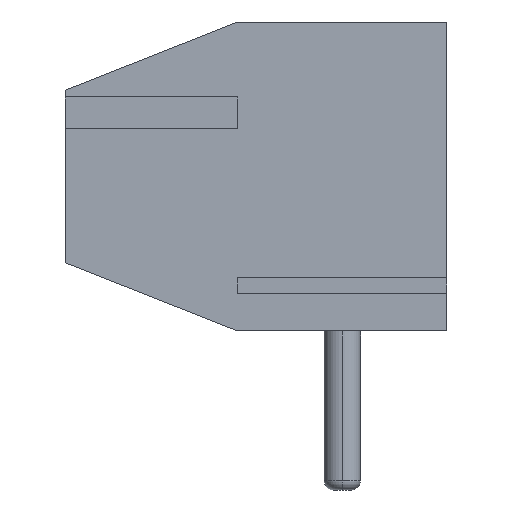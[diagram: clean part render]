
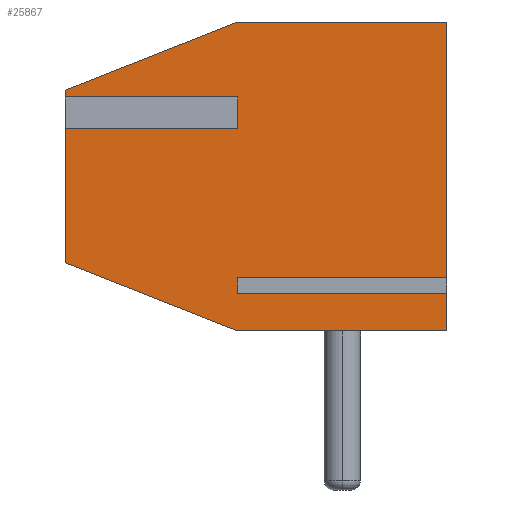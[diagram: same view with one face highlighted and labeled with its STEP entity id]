
A CAD part, left-side view. The second image highlights one B-rep face of the part: STEP entity #25867.
In plain terms, the highlighted planar face has unit normal (-1, 0, 0).
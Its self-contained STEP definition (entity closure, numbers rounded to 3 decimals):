
#28 = CARTESIAN_POINT ( 'NONE',  ( 0., 8.4, 4.968 ) ) ;
#271 = EDGE_CURVE ( 'NONE', #25324, #24929, #16799, .T. ) ;
#366 = ORIENTED_EDGE ( 'NONE', *, *, #19455, .T. ) ;
#945 = FACE_OUTER_BOUND ( 'NONE', #12827, .T. ) ;
#1282 = LINE ( 'NONE', #16269, #25358 ) ;
#1691 = EDGE_CURVE ( 'NONE', #16273, #24929, #1282, .T. ) ;
#1764 = VECTOR ( 'NONE', #2796, 1000. ) ;
#1941 = CARTESIAN_POINT ( 'NONE',  ( 0., 4.6, 4.632 ) ) ;
#2492 = VECTOR ( 'NONE', #9376, 1000. ) ;
#2534 = VECTOR ( 'NONE', #17751, 1000. ) ;
#2696 = CARTESIAN_POINT ( 'NONE',  ( 0., 4.6, 4.968 ) ) ;
#2796 = DIRECTION ( 'NONE',  ( 0., 0., 1. ) ) ;
#2940 = LINE ( 'NONE', #20683, #1764 ) ;
#2947 = CARTESIAN_POINT ( 'NONE',  ( 0., 4.6, 1.168 ) ) ;
#3252 = EDGE_CURVE ( 'NONE', #26902, #18316, #2940, .T. ) ;
#3445 = VERTEX_POINT ( 'NONE', #4358 ) ;
#3458 = EDGE_CURVE ( 'NONE', #15311, #17562, #6646, .T. ) ;
#3736 = DIRECTION ( 'NONE',  ( 0., -1., 0. ) ) ;
#4351 = ORIENTED_EDGE ( 'NONE', *, *, #22617, .T. ) ;
#4358 = CARTESIAN_POINT ( 'NONE',  ( 0., 0., 1.168 ) ) ;
#4477 = ORIENTED_EDGE ( 'NONE', *, *, #27791, .F. ) ;
#4478 = CARTESIAN_POINT ( 'NONE',  ( 0., 8.4, 4.632 ) ) ;
#4761 = CARTESIAN_POINT ( 'NONE',  ( 0., 4.6, 1.168 ) ) ;
#4781 = DIRECTION ( 'NONE',  ( 0., 0.93, 0.367 ) ) ;
#5427 = VECTOR ( 'NONE', #3736, 1000. ) ;
#5978 = LINE ( 'NONE', #11956, #22159 ) ;
#6033 = CARTESIAN_POINT ( 'NONE',  ( 0., 8.4, 1.5 ) ) ;
#6527 = LINE ( 'NONE', #20084, #2534 ) ;
#6608 = LINE ( 'NONE', #20163, #26003 ) ;
#6646 = LINE ( 'NONE', #28, #18926 ) ;
#7193 = EDGE_CURVE ( 'NONE', #3445, #15360, #13529, .T. ) ;
#7258 = VERTEX_POINT ( 'NONE', #25305 ) ;
#7310 = VECTOR ( 'NONE', #4781, 1000. ) ;
#7876 = DIRECTION ( 'NONE',  ( 0., -1., 0. ) ) ;
#8097 = EDGE_CURVE ( 'NONE', #17562, #23530, #26589, .T. ) ;
#8467 = AXIS2_PLACEMENT_3D ( 'NONE', #16202, #20426, #27415 ) ;
#8556 = ORIENTED_EDGE ( 'NONE', *, *, #12528, .T. ) ;
#8843 = DIRECTION ( 'NONE',  ( 0., -1., 0. ) ) ;
#9255 = ORIENTED_EDGE ( 'NONE', *, *, #8097, .T. ) ;
#9376 = DIRECTION ( 'NONE',  ( 0., -0.93, 0.367 ) ) ;
#9531 = CARTESIAN_POINT ( 'NONE',  ( 0., 4.6, 4.968 ) ) ;
#10116 = CARTESIAN_POINT ( 'NONE',  ( 0., 8.4, 6.8 ) ) ;
#10682 = CARTESIAN_POINT ( 'NONE',  ( 0., 0., 6.8 ) ) ;
#10921 = CARTESIAN_POINT ( 'NONE',  ( 0., 0., 0.832 ) ) ;
#10982 = ORIENTED_EDGE ( 'NONE', *, *, #27684, .F. ) ;
#11920 = ORIENTED_EDGE ( 'NONE', *, *, #17067, .F. ) ;
#11956 = CARTESIAN_POINT ( 'NONE',  ( 0., 8.4, 6.8 ) ) ;
#12528 = EDGE_CURVE ( 'NONE', #14583, #25324, #6608, .T. ) ;
#12827 = EDGE_LOOP ( 'NONE', ( #4351, #16582, #21656, #11920, #10982, #17788, #9255, #18912, #13617, #4477, #8556, #19920, #26387, #366 ) ) ;
#13400 = EDGE_CURVE ( 'NONE', #26890, #15360, #23643, .T. ) ;
#13529 = LINE ( 'NONE', #22394, #21358 ) ;
#13617 = ORIENTED_EDGE ( 'NONE', *, *, #3252, .F. ) ;
#13819 = CARTESIAN_POINT ( 'NONE',  ( 0., 8.4, 1.5 ) ) ;
#14311 = PLANE ( 'NONE',  #8467 ) ;
#14583 = VERTEX_POINT ( 'NONE', #26497 ) ;
#14590 = VECTOR ( 'NONE', #7876, 1000. ) ;
#14641 = DIRECTION ( 'NONE',  ( 0., 0., 1. ) ) ;
#14949 = CARTESIAN_POINT ( 'NONE',  ( 0., 4.6, 6.8 ) ) ;
#15311 = VERTEX_POINT ( 'NONE', #26942 ) ;
#15360 = VERTEX_POINT ( 'NONE', #26792 ) ;
#15696 = CARTESIAN_POINT ( 'NONE',  ( 0., 8.4, 5.3 ) ) ;
#16202 = CARTESIAN_POINT ( 'NONE',  ( 0., 8.4, 6.8 ) ) ;
#16269 = CARTESIAN_POINT ( 'NONE',  ( 0., 4.6, 0.832 ) ) ;
#16273 = VERTEX_POINT ( 'NONE', #22537 ) ;
#16582 = ORIENTED_EDGE ( 'NONE', *, *, #7193, .T. ) ;
#16747 = DIRECTION ( 'NONE',  ( 0., -1., 0. ) ) ;
#16799 = LINE ( 'NONE', #10682, #26206 ) ;
#17067 = EDGE_CURVE ( 'NONE', #7258, #26890, #17845, .T. ) ;
#17171 = LINE ( 'NONE', #25479, #27273 ) ;
#17562 = VERTEX_POINT ( 'NONE', #2696 ) ;
#17751 = DIRECTION ( 'NONE',  ( 0., 0., 1. ) ) ;
#17788 = ORIENTED_EDGE ( 'NONE', *, *, #3458, .T. ) ;
#17845 = LINE ( 'NONE', #15696, #2492 ) ;
#17888 = LINE ( 'NONE', #13819, #7310 ) ;
#18316 = VERTEX_POINT ( 'NONE', #4478 ) ;
#18781 = DIRECTION ( 'NONE',  ( 0., 0., 1. ) ) ;
#18912 = ORIENTED_EDGE ( 'NONE', *, *, #21395, .F. ) ;
#18926 = VECTOR ( 'NONE', #8843, 1000. ) ;
#19058 = CARTESIAN_POINT ( 'NONE',  ( 0., 0., 0. ) ) ;
#19114 = VERTEX_POINT ( 'NONE', #4761 ) ;
#19455 = EDGE_CURVE ( 'NONE', #16273, #19114, #6527, .T. ) ;
#19920 = ORIENTED_EDGE ( 'NONE', *, *, #271, .T. ) ;
#20084 = CARTESIAN_POINT ( 'NONE',  ( 0., 4.6, 0.832 ) ) ;
#20163 = CARTESIAN_POINT ( 'NONE',  ( 0., 8.4, 0. ) ) ;
#20223 = DIRECTION ( 'NONE',  ( 0., 0., 1. ) ) ;
#20426 = DIRECTION ( 'NONE',  ( 1., 0., 0. ) ) ;
#20683 = CARTESIAN_POINT ( 'NONE',  ( 0., 8.4, 6.8 ) ) ;
#20961 = VECTOR ( 'NONE', #24821, 1000. ) ;
#21358 = VECTOR ( 'NONE', #20223, 1000. ) ;
#21395 = EDGE_CURVE ( 'NONE', #18316, #23530, #17171, .T. ) ;
#21656 = ORIENTED_EDGE ( 'NONE', *, *, #13400, .F. ) ;
#22159 = VECTOR ( 'NONE', #18781, 1000. ) ;
#22394 = CARTESIAN_POINT ( 'NONE',  ( 0., 0., 6.8 ) ) ;
#22537 = CARTESIAN_POINT ( 'NONE',  ( 0., 4.6, 0.832 ) ) ;
#22617 = EDGE_CURVE ( 'NONE', #19114, #3445, #22987, .T. ) ;
#22793 = DIRECTION ( 'NONE',  ( 0., -1., 0. ) ) ;
#22987 = LINE ( 'NONE', #2947, #14590 ) ;
#23530 = VERTEX_POINT ( 'NONE', #1941 ) ;
#23643 = LINE ( 'NONE', #10116, #5427 ) ;
#24821 = DIRECTION ( 'NONE',  ( 0., 0., -1. ) ) ;
#24929 = VERTEX_POINT ( 'NONE', #10921 ) ;
#25305 = CARTESIAN_POINT ( 'NONE',  ( 0., 8.4, 5.3 ) ) ;
#25324 = VERTEX_POINT ( 'NONE', #19058 ) ;
#25358 = VECTOR ( 'NONE', #22793, 1000. ) ;
#25479 = CARTESIAN_POINT ( 'NONE',  ( 0., 8.4, 4.632 ) ) ;
#25867 = ADVANCED_FACE ( 'NONE', ( #945 ), #14311, .F. ) ;
#26003 = VECTOR ( 'NONE', #28636, 1000. ) ;
#26206 = VECTOR ( 'NONE', #14641, 1000. ) ;
#26387 = ORIENTED_EDGE ( 'NONE', *, *, #1691, .F. ) ;
#26497 = CARTESIAN_POINT ( 'NONE',  ( 0., 4.6, 0. ) ) ;
#26589 = LINE ( 'NONE', #9531, #20961 ) ;
#26792 = CARTESIAN_POINT ( 'NONE',  ( 0., 0., 6.8 ) ) ;
#26890 = VERTEX_POINT ( 'NONE', #14949 ) ;
#26902 = VERTEX_POINT ( 'NONE', #6033 ) ;
#26942 = CARTESIAN_POINT ( 'NONE',  ( 0., 8.4, 4.968 ) ) ;
#27273 = VECTOR ( 'NONE', #16747, 1000. ) ;
#27415 = DIRECTION ( 'NONE',  ( 0., 0., -1. ) ) ;
#27684 = EDGE_CURVE ( 'NONE', #15311, #7258, #5978, .T. ) ;
#27791 = EDGE_CURVE ( 'NONE', #14583, #26902, #17888, .T. ) ;
#28636 = DIRECTION ( 'NONE',  ( 0., -1., 0. ) ) ;
